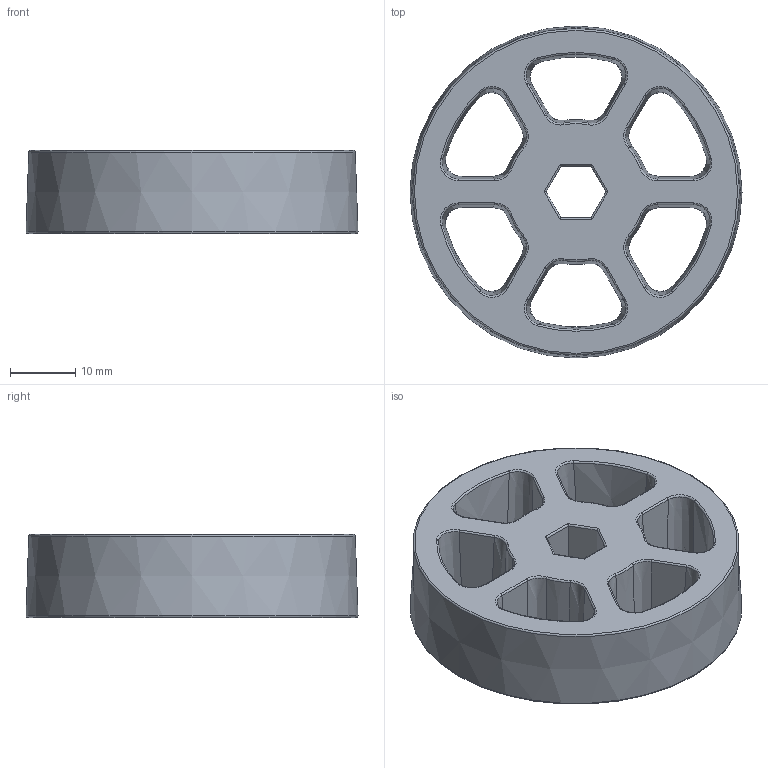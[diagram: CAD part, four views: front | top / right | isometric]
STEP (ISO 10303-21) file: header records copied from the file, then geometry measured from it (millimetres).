
FILE_DESCRIPTION(/* description */ (''),/* implementation_level */ '2;1');
FILE_NAME(/* name */ 'am-3462_35_375.ipt.stp',/* time_stamp */ '2017-12-12T12:02:34-08:00',/* author */ ('Autodesk Inc.'),/* organization */ ('Autodesk Inc.'),/* preprocessor_version */ 'ST-DEVELOPER v16.13',/* originating_system */ 'Autodesk Inventor 2018',/* authorisation */ '');
FILE_SCHEMA (('AUTOMOTIVE_DESIGN { 1 0 10303 214 3 1 1 }'));
Length unit declared in the file: inch
Products named in the file (1): am-3462_35_375
Bounding box: 50.78 x 50.78 x 12.7 mm (x, y, z)
Volume: 15685.1 mm3; surface area: 7813.6 mm2
Topology: 1 solids, 1 shells, 167 faces, 385 edges, 220 vertices
Faces by surface type: bspline 72, cylinder 36, torus 26, plane 20, cone 13
Entity records: 9248 total; most frequent: CARTESIAN_POINT 5894, ORIENTED_EDGE 764, DIRECTION 590, EDGE_CURVE 382, AXIS2_PLACEMENT_3D 256, VERTEX_POINT 220, EDGE_LOOP 184, FACE_OUTER_BOUND 167
